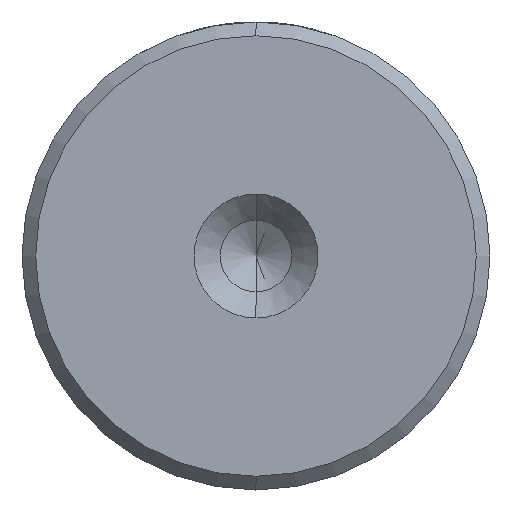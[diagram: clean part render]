
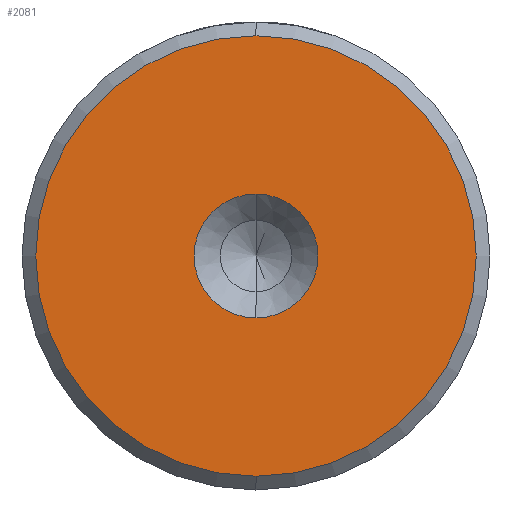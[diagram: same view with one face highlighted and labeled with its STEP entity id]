
A CAD part, left-side view. The second image highlights one B-rep face of the part: STEP entity #2081.
In plain terms, the highlighted planar face has unit normal (-1, 0, 0).
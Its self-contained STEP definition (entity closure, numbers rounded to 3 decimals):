
#163 = CARTESIAN_POINT ( 'NONE',  ( 0., 0., -2.25 ) ) ;
#189 = CARTESIAN_POINT ( 'NONE',  ( 0., 0., -8. ) ) ;
#219 = CARTESIAN_POINT ( 'NONE',  ( 0., 0., 2.25 ) ) ;
#269 = CARTESIAN_POINT ( 'NONE',  ( 0., 0., 0. ) ) ;
#307 = CARTESIAN_POINT ( 'NONE',  ( 0., 0., 0. ) ) ;
#389 = FACE_BOUND ( 'NONE', #2206, .T. ) ;
#414 = AXIS2_PLACEMENT_3D ( 'NONE', #269, #2614, #1335 ) ;
#464 = CIRCLE ( 'NONE', #2049, 8. ) ;
#529 = DIRECTION ( 'NONE',  ( 0., 0., 1. ) ) ;
#634 = AXIS2_PLACEMENT_3D ( 'NONE', #2172, #886, #2392 ) ;
#637 = VERTEX_POINT ( 'NONE', #163 ) ;
#713 = VERTEX_POINT ( 'NONE', #189 ) ;
#733 = CIRCLE ( 'NONE', #797, 2.25 ) ;
#796 = EDGE_CURVE ( 'NONE', #1135, #637, #1802, .T. ) ;
#797 = AXIS2_PLACEMENT_3D ( 'NONE', #307, #1800, #529 ) ;
#859 = CARTESIAN_POINT ( 'NONE',  ( 0., 0., 0. ) ) ;
#886 = DIRECTION ( 'NONE',  ( -1., 0., 0. ) ) ;
#1079 = DIRECTION ( 'NONE',  ( 0., 0., 1. ) ) ;
#1107 = DIRECTION ( 'NONE',  ( -1., 0., 0. ) ) ;
#1135 = VERTEX_POINT ( 'NONE', #219 ) ;
#1223 = EDGE_CURVE ( 'NONE', #713, #1270, #2321, .T. ) ;
#1270 = VERTEX_POINT ( 'NONE', #2583 ) ;
#1323 = EDGE_LOOP ( 'NONE', ( #2492, #1442 ) ) ;
#1335 = DIRECTION ( 'NONE',  ( 0., 0., 1. ) ) ;
#1442 = ORIENTED_EDGE ( 'NONE', *, *, #2030, .T. ) ;
#1633 = ORIENTED_EDGE ( 'NONE', *, *, #796, .F. ) ;
#1800 = DIRECTION ( 'NONE',  ( -1., 0., 0. ) ) ;
#1802 = CIRCLE ( 'NONE', #2322, 2.25 ) ;
#1907 = ORIENTED_EDGE ( 'NONE', *, *, #2373, .F. ) ;
#1973 = PLANE ( 'NONE',  #414 ) ;
#2030 = EDGE_CURVE ( 'NONE', #1270, #713, #464, .T. ) ;
#2032 = FACE_OUTER_BOUND ( 'NONE', #1323, .T. ) ;
#2049 = AXIS2_PLACEMENT_3D ( 'NONE', #2390, #1107, #2588 ) ;
#2081 = ADVANCED_FACE ( 'NONE', ( #2032, #389 ), #1973, .T. ) ;
#2172 = CARTESIAN_POINT ( 'NONE',  ( 0., 0., 0. ) ) ;
#2206 = EDGE_LOOP ( 'NONE', ( #1633, #1907 ) ) ;
#2321 = CIRCLE ( 'NONE', #634, 8. ) ;
#2322 = AXIS2_PLACEMENT_3D ( 'NONE', #859, #2362, #1079 ) ;
#2362 = DIRECTION ( 'NONE',  ( -1., 0., 0. ) ) ;
#2373 = EDGE_CURVE ( 'NONE', #637, #1135, #733, .T. ) ;
#2390 = CARTESIAN_POINT ( 'NONE',  ( 0., 0., 0. ) ) ;
#2392 = DIRECTION ( 'NONE',  ( 0., 0., 1. ) ) ;
#2492 = ORIENTED_EDGE ( 'NONE', *, *, #1223, .T. ) ;
#2583 = CARTESIAN_POINT ( 'NONE',  ( 0., 0., 8. ) ) ;
#2588 = DIRECTION ( 'NONE',  ( 0., 0., 1. ) ) ;
#2614 = DIRECTION ( 'NONE',  ( -1., 0., 0. ) ) ;
